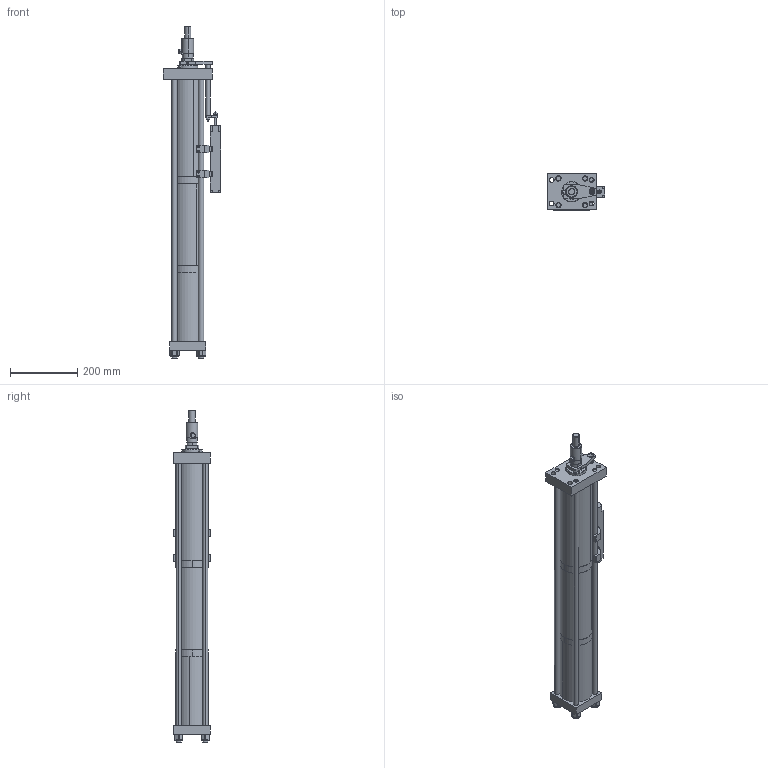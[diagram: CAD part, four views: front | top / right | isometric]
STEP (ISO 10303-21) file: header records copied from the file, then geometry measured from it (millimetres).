
FILE_DESCRIPTION (( 'STEP AP203' ), '1' );
FILE_NAME ('HPI-4-4.00-.50-FH-LTI-LC.STEP', '2025-07-31T13:49:58', ( '' ), ( '' ), 'SwSTEP 2.0', 'SolidWorks 2022', '' );
FILE_SCHEMA (( 'CONFIG_CONTROL_DESIGN' ));
Length unit declared in the file: inch
Products named in the file (15): LC-10; E0413; E0411_4.0; F0403; EI0405_4.0-.50; E0404-NR; 35375229 Bearing; EI0414_.50; NLN .625; 4EXT-LT-4; E0464; HPI-4-4.00-.50-FH-LTI-LC; G0410; E0418_4.0-.50; E0401_Work Rod HPI-4-2-.25
Assembly tree (20 placements, depth 2):
  HPI-4-4.00-.50-FH-LTI-LC
    F0403
    E0401_Work Rod HPI-4-2-.25
    G0410
    E0413
    E0464
    NLN .625  x4
    EI0405_4.0-.50
    E0411_4.0
    EI0414_.50
    E0418_4.0-.50  x4
    E0404-NR
    35375229 Bearing
    4EXT-LT-4
    LC-10
Bounding box: 171.44 x 107.95 x 987.73 mm (x, y, z)
Volume: 3577256.6 mm3; surface area: 900704.1 mm2
Topology: 35 solids, 35 shells, 717 faces, 1774 edges, 1142 vertices
Faces by surface type: cylinder 326, plane 326, cone 53, torus 8, sphere 4
Entity records: 21568 total; most frequent: CARTESIAN_POINT 3917, DIRECTION 3497, ORIENTED_EDGE 3136, EDGE_CURVE 1568, AXIS2_PLACEMENT_3D 1314, VERTEX_POINT 1022, VECTOR 869, LINE 869
